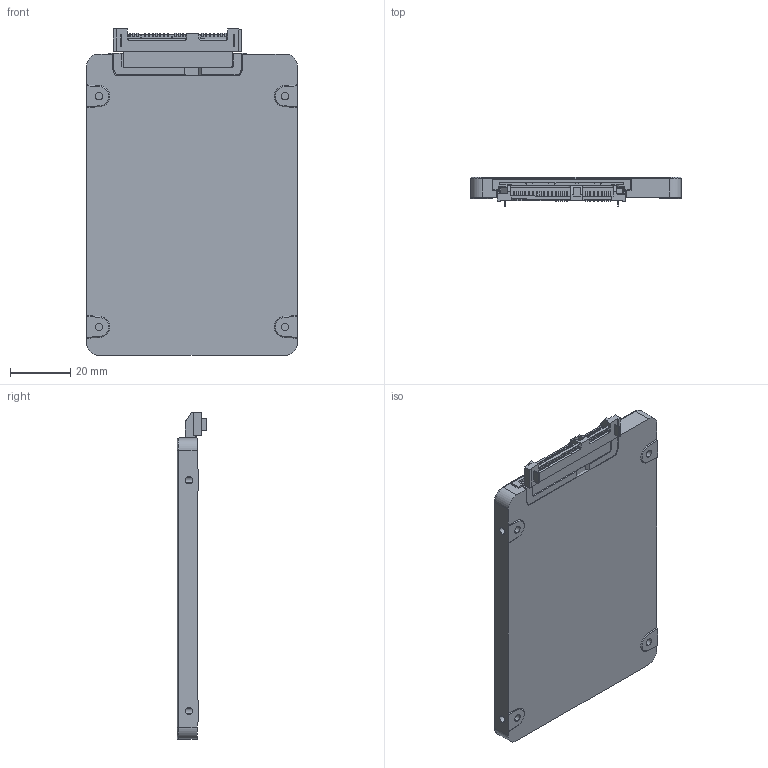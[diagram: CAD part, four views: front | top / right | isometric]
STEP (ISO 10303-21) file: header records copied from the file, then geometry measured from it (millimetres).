
FILE_DESCRIPTION(('FreeCAD Model'),'2;1');
FILE_NAME('sata+hdd.step', '2017-07-07T12:08:35',('Author'),(''), 'Open CASCADE STEP processor 6.8','FreeCAD','Unknown');
FILE_SCHEMA(('AUTOMOTIVE_DESIGN_CC2 { 1 2 10303 214 -1 1 5 4 }'));
Length unit declared in the file: millimetre
Products named in the file (4): ASSEMBLY; C-2023246-2; Standard_520_model; Standard_520_model001
Assembly tree (3 placements, depth 2):
  ASSEMBLY
    C-2023246-2
    Standard_520_model
    Standard_520_model001
Bounding box: 69.85 x 9.95 x 108.39 mm (x, y, z)
Volume: 47042.7 mm3; surface area: 20794.9 mm2
Topology: 3 solids, 3 shells, 969 faces, 2621 edges, 1704 vertices
Faces by surface type: plane 749, cylinder 206, cone 8, torus 4, bspline 2
Entity records: 32362 total; most frequent: CARTESIAN_POINT 5607, ORIENTED_EDGE 5242, DIRECTION 4902, EDGE_CURVE 2621, LINE 2180, VECTOR 2180, VERTEX_POINT 1704, AXIS2_PLACEMENT_3D 1361
